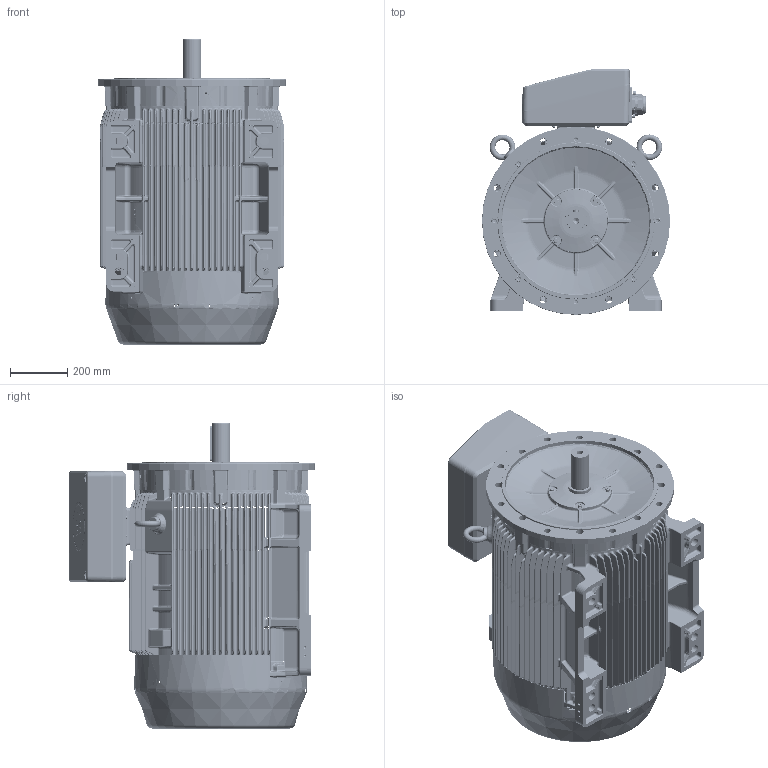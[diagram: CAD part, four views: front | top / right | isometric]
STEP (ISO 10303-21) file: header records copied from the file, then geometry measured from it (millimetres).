
FILE_DESCRIPTION(/* description */ (''),/* implementation_level */ '2;1');
FILE_NAME(/* name */ '6441235xx-AA-DIS GORUNUS QHG 315M-2 B35 KI TK-T.stp',/* time_stamp */ '2023-06-12T11:39:05+03:00',/* author */ (''),/* organization */ (''),/* preprocessor_version */ 'ST-DEVELOPER v16',/* originating_system */ 'SIEMENS PLM Software NX 11.0',/* authorisation */ '');
FILE_SCHEMA (('AUTOMOTIVE_DESIGN { 1 0 10303 214 3 1 1 1 }'));
Length unit declared in the file: millimetre
Products named in the file (1): 26009910674F4pxh
Bounding box: 660 x 862.37 x 1070 mm (x, y, z)
Surface area: 7278470.4 mm2 (no closed solid volume)
Topology: 0 solids, 141 shells, 6808 faces, 25774 edges, 17871 vertices
Faces by surface type: plane 3091, cylinder 1414, bspline 1369, cone 555, torus 219, sphere 158, extrusion 2
Full cylindrical faces by diameter (mm): 4 x1, 5.3 x2, 8 x3, 8.5 x5, 9 x3, 10 x9, 12 x2, 12.2 x1, 16 x12, 18 x2, 20 x9, 21 x1, 24 x8, 26 x8, 44 x3, 44.4 x2, 44.5 x2, 47.7 x2, 50 x2, 64.4 x1, 64.8 x2, 65 x1, 80 x2, 604 x1, 607 x1, 660 x1
Entity records: 304524 total; most frequent: CARTESIAN_POINT 102614, ORIENTED_EDGE 40264, DIRECTION 36154, EDGE_CURVE 25266, VERTEX_POINT 17806, VECTOR 15418, LINE 15416, AXIS2_PLACEMENT_3D 10368
